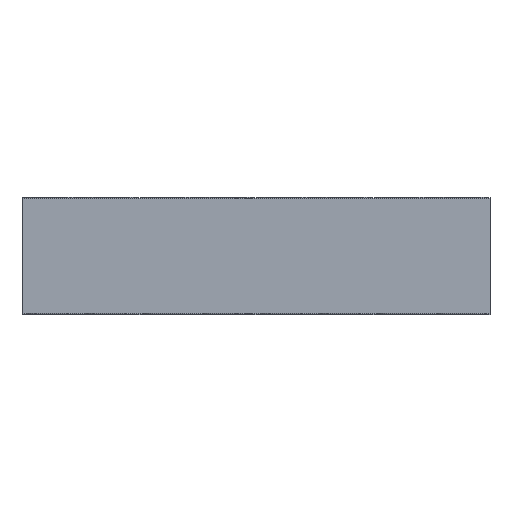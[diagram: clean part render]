
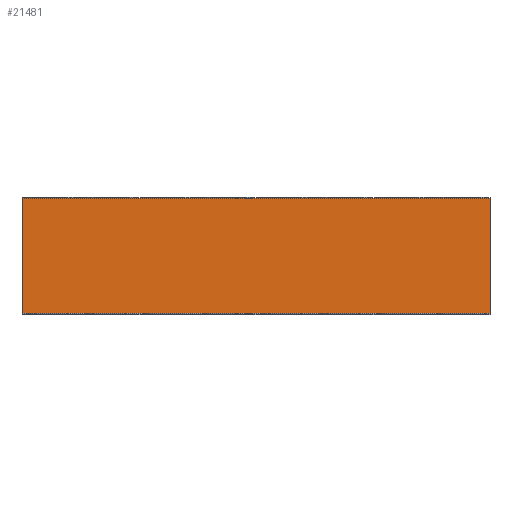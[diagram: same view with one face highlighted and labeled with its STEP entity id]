
A CAD part, top view. The second image highlights one B-rep face of the part: STEP entity #21481.
In plain terms, the highlighted face is planar.
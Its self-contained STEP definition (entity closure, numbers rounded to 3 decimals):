
#21130=DIRECTION('',(1.,0.,0.));
#21131=VECTOR('',#21130,24.6);
#21132=CARTESIAN_POINT('',(-12.3,1.5,50.));
#21133=LINE('',#21132,#21131);
#21138=DIRECTION('',(1.,0.,0.));
#21139=VECTOR('',#21138,24.6);
#21140=CARTESIAN_POINT('',(-12.3,1.5,-50.));
#21141=LINE('',#21140,#21139);
#21142=DIRECTION('',(0.,0.,1.));
#21143=VECTOR('',#21142,100.);
#21144=CARTESIAN_POINT('',(12.3,1.5,-50.));
#21145=LINE('',#21144,#21143);
#21150=DIRECTION('',(0.,0.,1.));
#21151=VECTOR('',#21150,100.);
#21152=CARTESIAN_POINT('',(-12.3,1.5,-50.));
#21153=LINE('',#21152,#21151);
#21314=CARTESIAN_POINT('',(12.3,1.5,-50.));
#21315=CARTESIAN_POINT('',(12.3,1.5,50.));
#21316=VERTEX_POINT('',#21314);
#21317=VERTEX_POINT('',#21315);
#21318=CARTESIAN_POINT('',(-12.3,1.5,-50.));
#21319=CARTESIAN_POINT('',(-12.3,1.5,50.));
#21320=VERTEX_POINT('',#21318);
#21321=VERTEX_POINT('',#21319);
#21469=CARTESIAN_POINT('',(-10.8,1.5,-50.));
#21470=DIRECTION('',(0.,1.,0.));
#21471=DIRECTION('',(-1.,0.,0.));
#21472=AXIS2_PLACEMENT_3D('',#21469,#21470,#21471);
#21473=PLANE('',#21472);
#21474=ORIENTED_EDGE('',*,*,#21451,.F.);
#21476=ORIENTED_EDGE('',*,*,#21475,.F.);
#21477=ORIENTED_EDGE('',*,*,#21355,.T.);
#21478=ORIENTED_EDGE('',*,*,#21464,.T.);
#21479=EDGE_LOOP('',(#21474,#21476,#21477,#21478));
#21480=FACE_OUTER_BOUND('',#21479,.F.);
#21355=EDGE_CURVE('',#21320,#21316,#21141,.T.);
#21451=EDGE_CURVE('',#21321,#21317,#21133,.T.);
#21464=EDGE_CURVE('',#21316,#21317,#21145,.T.);
#21475=EDGE_CURVE('',#21320,#21321,#21153,.T.);
#21481=ADVANCED_FACE('',(#21480),#21473,.T.);
